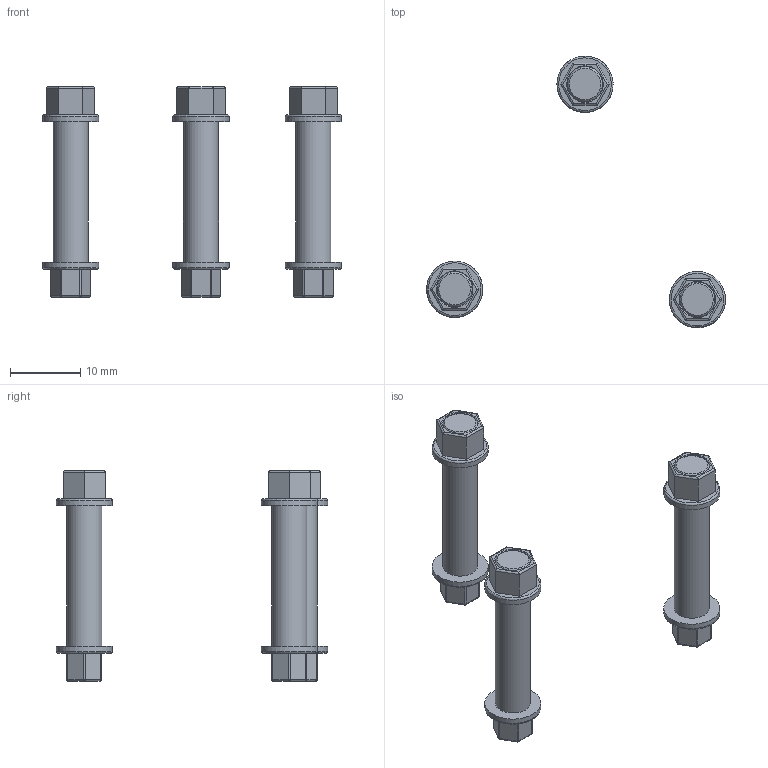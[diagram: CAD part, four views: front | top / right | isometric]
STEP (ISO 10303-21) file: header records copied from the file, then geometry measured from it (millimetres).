
FILE_DESCRIPTION( ('This file contains a STEP AP42 implementation' ,'as created by ZW3D STEP Interface translator.' ,'') ,'2;1' );
FILE_NAME( '錨窒璃淝蹈 1_2.stp' ,'251027.114726', (''), ('ZWCAD Software Co.'), 'Version 1.0', 'ZW3D to STEP translator', '' );
FILE_SCHEMA(('AUTOMOTIVE_DESIGN { 1 0 10303 214 1 1 1 1 }'));
Length unit declared in the file: millimetre
Products named in the file (7): 0; 錨窒璃淝蹈 1_2; 啋匼_1_19; 絮標え踡嘐蹟簽.ipt; 絮標え踡嘐蹟佪.ipt; 啋匼_2_19; 啋匼_3_18
Assembly tree (9 placements, depth 3):
  0
  錨窒璃淝蹈 1_2
    啋匼_1_19
      絮標え踡嘐蹟簽.ipt
      絮標え踡嘐蹟佪.ipt
    啋匼_2_19
      絮標え踡嘐蹟簽.ipt
      絮標え踡嘐蹟佪.ipt
    啋匼_3_18
      絮標え踡嘐蹟簽.ipt
      絮標え踡嘐蹟佪.ipt
Bounding box: 42.61 x 38.71 x 30 mm (x, y, z)
Volume: 2108.2 mm3; surface area: 2466.6 mm2
Topology: 6 solids, 6 shells, 153 faces, 354 edges, 222 vertices
Faces by surface type: cylinder 66, plane 57, sphere 18, cone 6, torus 6
Full cylindrical faces by diameter (mm): 5 x6, 8 x6
Entity records: 1741 total; most frequent: DIRECTION 326, CARTESIAN_POINT 267, ORIENTED_EDGE 236, AXIS2_PLACEMENT_3D 133, EDGE_CURVE 118, VERTEX_POINT 74, VECTOR 60, LINE 60
